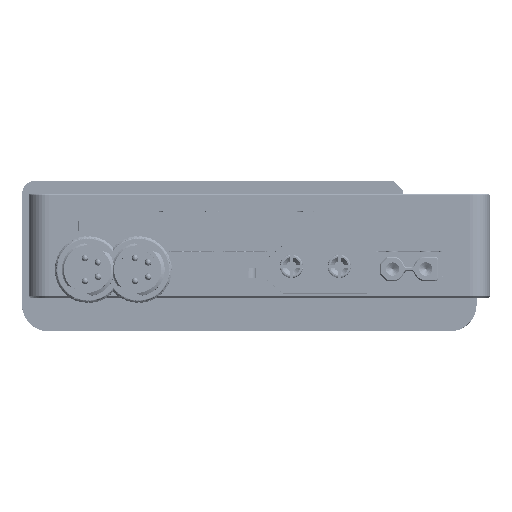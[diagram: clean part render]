
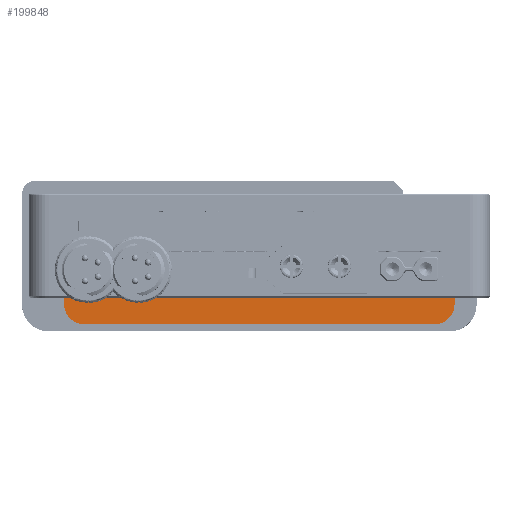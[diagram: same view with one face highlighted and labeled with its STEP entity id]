
A CAD part, top view. The second image highlights one B-rep face of the part: STEP entity #199848.
In plain terms, the highlighted planar face has unit normal (0, 0, 1).
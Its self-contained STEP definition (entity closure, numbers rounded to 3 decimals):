
#29737 = VERTEX_POINT ( 'NONE', #458038 ) ;
#34933 = VERTEX_POINT ( 'NONE', #204976 ) ;
#41436 = DIRECTION ( 'NONE',  ( 0., -1., 0. ) ) ;
#59023 = AXIS2_PLACEMENT_3D ( 'NONE', #421698, #158223, #465879 ) ;
#79695 = CARTESIAN_POINT ( 'NONE',  ( 61.784, -13.207, -1.377 ) ) ;
#86069 = VECTOR ( 'NONE', #41436, 1000. ) ;
#94048 = VECTOR ( 'NONE', #316698, 1000. ) ;
#104745 = CARTESIAN_POINT ( 'NONE',  ( 35.584, -9.207, -1.377 ) ) ;
#121029 = DIRECTION ( 'NONE',  ( 0., 1., 0. ) ) ;
#128320 = VERTEX_POINT ( 'NONE', #258278 ) ;
#128853 = CARTESIAN_POINT ( 'NONE',  ( 70.084, -9.207, -1.377 ) ) ;
#153102 = VERTEX_POINT ( 'NONE', #450617 ) ;
#158223 = DIRECTION ( 'NONE',  ( 0., 0., 1. ) ) ;
#170646 = ORIENTED_EDGE ( 'NONE', *, *, #369819, .T. ) ;
#172993 = DIRECTION ( 'NONE',  ( -1., 0., 0. ) ) ;
#190375 = DIRECTION ( 'NONE',  ( 0., 0., 1. ) ) ;
#199848 = ADVANCED_FACE ( 'NONE', ( #498320 ), #478713, .T. ) ;
#200196 = AXIS2_PLACEMENT_3D ( 'NONE', #453703, #190375, #497899 ) ;
#204976 = CARTESIAN_POINT ( 'NONE',  ( 64.784, -9.207, -1.377 ) ) ;
#211327 = CARTESIAN_POINT ( 'NONE',  ( 64.784, -9.207, -1.377 ) ) ;
#222660 = ORIENTED_EDGE ( 'NONE', *, *, #397681, .T. ) ;
#227182 = VERTEX_POINT ( 'NONE', #427372 ) ;
#252453 = LINE ( 'NONE', #535932, #94048 ) ;
#258278 = CARTESIAN_POINT ( 'NONE',  ( 6.384, -10.207, -1.377 ) ) ;
#286996 = ORIENTED_EDGE ( 'NONE', *, *, #441481, .F. ) ;
#306148 = LINE ( 'NONE', #568270, #86069 ) ;
#308051 = CIRCLE ( 'NONE', #200196, 3. ) ;
#309348 = LINE ( 'NONE', #211327, #529530 ) ;
#316698 = DIRECTION ( 'NONE',  ( 1., 0., 0. ) ) ;
#323610 = ORIENTED_EDGE ( 'NONE', *, *, #406034, .T. ) ;
#324993 = LINE ( 'NONE', #104745, #558940 ) ;
#364306 = DIRECTION ( 'NONE',  ( 1., 0., 0. ) ) ;
#369819 = EDGE_CURVE ( 'NONE', #153102, #454249, #252453, .T. ) ;
#370754 = AXIS2_PLACEMENT_3D ( 'NONE', #128853, #436438, #172993 ) ;
#373428 = EDGE_CURVE ( 'NONE', #29737, #34933, #309348, .T. ) ;
#397681 = EDGE_CURVE ( 'NONE', #227182, #128320, #306148, .T. ) ;
#406034 = EDGE_CURVE ( 'NONE', #128320, #153102, #425613, .T. ) ;
#421698 = CARTESIAN_POINT ( 'NONE',  ( 9.384, -10.207, -1.377 ) ) ;
#425613 = CIRCLE ( 'NONE', #59023, 3. ) ;
#427372 = CARTESIAN_POINT ( 'NONE',  ( 6.384, -9.207, -1.377 ) ) ;
#436438 = DIRECTION ( 'NONE',  ( 0., 0., 1. ) ) ;
#441481 = EDGE_CURVE ( 'NONE', #227182, #34933, #324993, .T. ) ;
#450617 = CARTESIAN_POINT ( 'NONE',  ( 9.384, -13.207, -1.377 ) ) ;
#453703 = CARTESIAN_POINT ( 'NONE',  ( 61.784, -10.207, -1.377 ) ) ;
#454249 = VERTEX_POINT ( 'NONE', #79695 ) ;
#458038 = CARTESIAN_POINT ( 'NONE',  ( 64.784, -10.207, -1.377 ) ) ;
#465879 = DIRECTION ( 'NONE',  ( -1., 0., 0. ) ) ;
#468542 = EDGE_CURVE ( 'NONE', #454249, #29737, #308051, .T. ) ;
#478713 = PLANE ( 'NONE',  #370754 ) ;
#497899 = DIRECTION ( 'NONE',  ( 1., 0., 0. ) ) ;
#498320 = FACE_OUTER_BOUND ( 'NONE', #515105, .T. ) ;
#515105 = EDGE_LOOP ( 'NONE', ( #222660, #323610, #170646, #559373, #553278, #286996 ) ) ;
#529530 = VECTOR ( 'NONE', #121029, 1000. ) ;
#535932 = CARTESIAN_POINT ( 'NONE',  ( 70.084, -13.207, -1.377 ) ) ;
#553278 = ORIENTED_EDGE ( 'NONE', *, *, #373428, .T. ) ;
#558940 = VECTOR ( 'NONE', #364306, 1000. ) ;
#559373 = ORIENTED_EDGE ( 'NONE', *, *, #468542, .T. ) ;
#568270 = CARTESIAN_POINT ( 'NONE',  ( 6.384, -9.207, -1.377 ) ) ;
